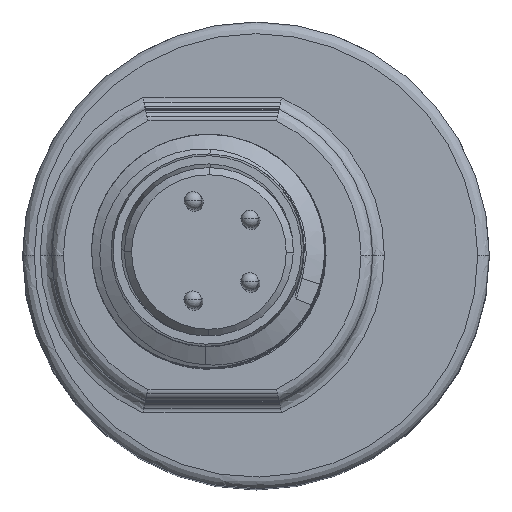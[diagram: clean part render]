
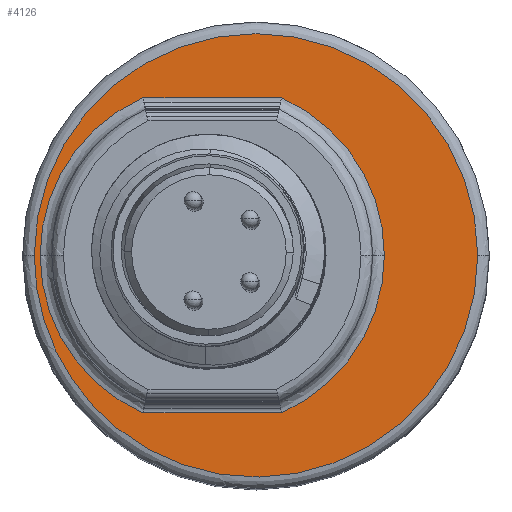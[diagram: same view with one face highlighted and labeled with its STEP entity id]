
A CAD part, top view. The second image highlights one B-rep face of the part: STEP entity #4126.
In plain terms, the highlighted planar face has unit normal (0, 0, 1).
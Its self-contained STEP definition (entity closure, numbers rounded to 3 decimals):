
#324=PLANE('',#4566);
#534=CIRCLE('',#4533,7.6);
#537=CIRCLE('',#4536,5.9);
#541=CIRCLE('',#4540,5.9);
#550=CIRCLE('',#4564,5.9);
#551=CIRCLE('',#4565,5.9);
#552=CIRCLE('',#4567,7.6);
#553=CIRCLE('',#4568,7.6);
#804=VECTOR('',#5572,1.);
#805=VECTOR('',#5575,1.);
#1013=LINE('',#10155,#804);
#1014=LINE('',#10166,#805);
#1356=VERTEX_POINT('',#9668);
#1357=VERTEX_POINT('',#9670);
#1358=VERTEX_POINT('',#9688);
#1359=VERTEX_POINT('',#9690);
#1361=VERTEX_POINT('',#9723);
#1362=VERTEX_POINT('',#9739);
#1368=VERTEX_POINT('',#10165);
#1369=VERTEX_POINT('',#10167);
#1370=VERTEX_POINT('',#10214);
#1980=EDGE_CURVE('',#1356,#1357,#534,.T.);
#1983=EDGE_CURVE('',#1358,#1359,#537,.T.);
#1991=EDGE_CURVE('',#1362,#1361,#541,.T.);
#2015=EDGE_CURVE('',#1359,#1362,#1013,.T.);
#2017=EDGE_CURVE('',#1368,#1369,#1014,.T.);
#2021=EDGE_CURVE('',#1361,#1368,#550,.T.);
#2022=EDGE_CURVE('',#1369,#1358,#551,.T.);
#2023=EDGE_CURVE('',#1370,#1356,#552,.T.);
#2024=EDGE_CURVE('',#1357,#1370,#553,.T.);
#3102=ORIENTED_EDGE('',*,*,#2023,.F.);
#3103=ORIENTED_EDGE('',*,*,#2024,.F.);
#3104=ORIENTED_EDGE('',*,*,#1980,.F.);
#3105=ORIENTED_EDGE('',*,*,#2022,.F.);
#3106=ORIENTED_EDGE('',*,*,#2017,.F.);
#3107=ORIENTED_EDGE('',*,*,#2021,.F.);
#3108=ORIENTED_EDGE('',*,*,#1991,.F.);
#3109=ORIENTED_EDGE('',*,*,#2015,.F.);
#3110=ORIENTED_EDGE('',*,*,#1983,.F.);
#3591=EDGE_LOOP('',(#3102,#3103,#3104));
#3592=EDGE_LOOP('',(#3105,#3106,#3107,#3108,#3109,#3110));
#3870=FACE_BOUND('',#3591,.T.);
#3871=FACE_BOUND('',#3592,.T.);
#4126=ADVANCED_FACE('',(#3870,#3871),#324,.F.);
#4533=AXIS2_PLACEMENT_3D('',#9669,#5513,#5514);
#4536=AXIS2_PLACEMENT_3D('',#9689,#5519,#5520);
#4540=AXIS2_PLACEMENT_3D('',#9740,#5527,#5528);
#4564=AXIS2_PLACEMENT_3D('',#10195,#5582,#5583);
#4565=AXIS2_PLACEMENT_3D('',#10211,#5584,#5585);
#4566=AXIS2_PLACEMENT_3D('',#10212,#5586,$);
#4567=AXIS2_PLACEMENT_3D('',#10213,#5587,#5588);
#4568=AXIS2_PLACEMENT_3D('',#10215,#5589,#5590);
#5513=DIRECTION('',(0.,0.,-1.));
#5514=DIRECTION('',(-7.6,0.,0.));
#5519=DIRECTION('',(0.,0.,1.));
#5520=DIRECTION('',(-5.9,0.,0.));
#5527=DIRECTION('',(0.,0.,1.));
#5528=DIRECTION('',(-5.9,0.,0.));
#5572=DIRECTION('',(1.,0.,0.));
#5575=DIRECTION('',(-1.,0.,0.));
#5582=DIRECTION('',(0.,0.,1.));
#5583=DIRECTION('',(-5.9,0.,0.));
#5584=DIRECTION('',(0.,0.,1.));
#5585=DIRECTION('',(-5.9,0.,0.));
#5586=DIRECTION('',(0.,0.,-1.));
#5587=DIRECTION('',(0.,0.,-1.));
#5588=DIRECTION('',(-7.6,0.,0.));
#5589=DIRECTION('',(0.,0.,-1.));
#5590=DIRECTION('',(-7.6,0.,0.));
#9668=CARTESIAN_POINT('',(-8.1,0.,0.));
#9669=CARTESIAN_POINT('',(-0.5,0.,0.));
#9670=CARTESIAN_POINT('',(7.1,0.,0.));
#9688=CARTESIAN_POINT('',(-7.9,0.,0.));
#9689=CARTESIAN_POINT('',(-2.,0.,0.));
#9690=CARTESIAN_POINT('',(-4.377,-5.4,0.));
#9723=CARTESIAN_POINT('',(3.9,0.,0.));
#9739=CARTESIAN_POINT('',(0.377,-5.4,0.));
#9740=CARTESIAN_POINT('',(-2.,0.,0.));
#10155=CARTESIAN_POINT('',(-4.377,-5.4,0.));
#10165=CARTESIAN_POINT('',(0.377,5.4,0.));
#10166=CARTESIAN_POINT('',(0.377,5.4,0.));
#10167=CARTESIAN_POINT('',(-4.377,5.4,0.));
#10195=CARTESIAN_POINT('',(-2.,0.,0.));
#10211=CARTESIAN_POINT('',(-2.,0.,0.));
#10212=CARTESIAN_POINT('',(7.86,-8.349,0.));
#10213=CARTESIAN_POINT('',(-0.5,0.,0.));
#10214=CARTESIAN_POINT('',(-5.269,-5.917,0.));
#10215=CARTESIAN_POINT('',(-0.5,0.,0.));
